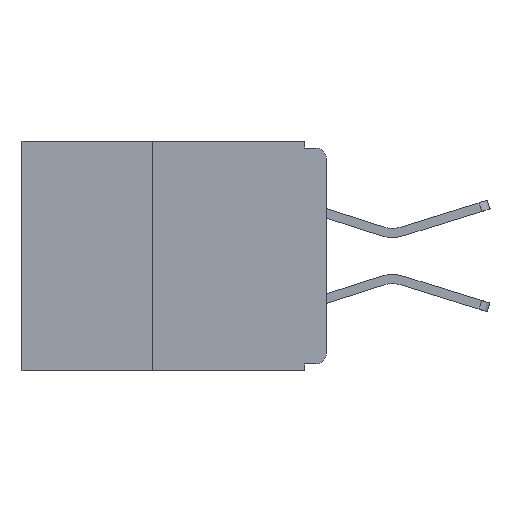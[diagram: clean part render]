
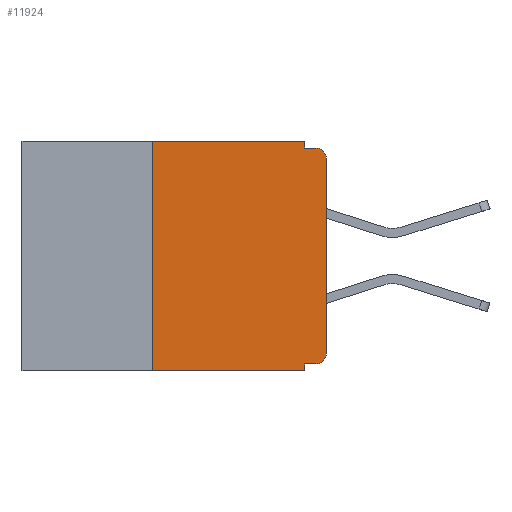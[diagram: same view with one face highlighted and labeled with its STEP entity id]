
A CAD part, left-side view. The second image highlights one B-rep face of the part: STEP entity #11924.
In plain terms, the highlighted planar face has unit normal (-1, 0, 0).
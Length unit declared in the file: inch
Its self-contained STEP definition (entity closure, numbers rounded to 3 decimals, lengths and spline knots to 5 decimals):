
#11 = VECTOR ( 'NONE', #11840, 39.37008 ) ;
#190 = LINE ( 'NONE', #3653, #3228 ) ;
#452 = LINE ( 'NONE', #5352, #12071 ) ;
#486 = ORIENTED_EDGE ( 'NONE', *, *, #3896, .F. ) ;
#1652 = ORIENTED_EDGE ( 'NONE', *, *, #7517, .T. ) ;
#1719 = CARTESIAN_POINT ( 'NONE',  ( 0., 0.031, 0. ) ) ;
#1885 = CARTESIAN_POINT ( 'NONE',  ( 0., 0.437, 0. ) ) ;
#1934 = DIRECTION ( 'NONE',  ( 0., 0., 1. ) ) ;
#2012 = VERTEX_POINT ( 'NONE', #8927 ) ;
#2109 = ORIENTED_EDGE ( 'NONE', *, *, #6565, .F. ) ;
#2344 = VERTEX_POINT ( 'NONE', #13820 ) ;
#2361 = VECTOR ( 'NONE', #9498, 39.37008 ) ;
#2472 = DIRECTION ( 'NONE',  ( 0., 0., -1. ) ) ;
#2848 = CARTESIAN_POINT ( 'NONE',  ( 0., 0.031, 0. ) ) ;
#3105 = EDGE_CURVE ( 'NONE', #10021, #2012, #13423, .T. ) ;
#3141 = LINE ( 'NONE', #12317, #8763 ) ;
#3154 = CARTESIAN_POINT ( 'NONE',  ( 0., 0.015, -0.025 ) ) ;
#3224 = EDGE_CURVE ( 'NONE', #6288, #10394, #3141, .T. ) ;
#3228 = VECTOR ( 'NONE', #2472, 39.37008 ) ;
#3348 = CARTESIAN_POINT ( 'NONE',  ( 0., 0.031, -0.01 ) ) ;
#3355 = CIRCLE ( 'NONE', #10613, 0.015 ) ;
#3479 = EDGE_CURVE ( 'NONE', #7571, #13964, #8917, .T. ) ;
#3595 = EDGE_CURVE ( 'NONE', #6288, #14424, #13080, .T. ) ;
#3653 = CARTESIAN_POINT ( 'NONE',  ( 0., 0.031, -0.33 ) ) ;
#3896 = EDGE_CURVE ( 'NONE', #2344, #10394, #190, .T. ) ;
#4051 = DIRECTION ( 'NONE',  ( 0., -1., 0. ) ) ;
#4157 = EDGE_CURVE ( 'NONE', #14424, #7571, #6400, .T. ) ;
#4295 = DIRECTION ( 'NONE',  ( 0., 0., -1. ) ) ;
#4422 = CARTESIAN_POINT ( 'NONE',  ( 0., 0.25, 0. ) ) ;
#4438 = CARTESIAN_POINT ( 'NONE',  ( 0., 0.015, -0.01 ) ) ;
#4781 = VECTOR ( 'NONE', #4051, 39.37008 ) ;
#5099 = CARTESIAN_POINT ( 'NONE',  ( 0., 0.031, -0.33 ) ) ;
#5296 = CARTESIAN_POINT ( 'NONE',  ( 0., 0.015, -0.32 ) ) ;
#5343 = DIRECTION ( 'NONE',  ( 1., 0., 0. ) ) ;
#5352 = CARTESIAN_POINT ( 'NONE',  ( 0., 0., -0.32 ) ) ;
#5419 = LINE ( 'NONE', #13875, #2361 ) ;
#5503 = EDGE_LOOP ( 'NONE', ( #1652, #12005, #9933, #11717, #12562, #8991, #12444, #486, #2109, #6913 ) ) ;
#5673 = VERTEX_POINT ( 'NONE', #4438 ) ;
#6288 = VERTEX_POINT ( 'NONE', #13724 ) ;
#6400 = LINE ( 'NONE', #12946, #11 ) ;
#6565 = EDGE_CURVE ( 'NONE', #10021, #2344, #452, .T. ) ;
#6811 = VECTOR ( 'NONE', #1934, 39.37008 ) ;
#6913 = ORIENTED_EDGE ( 'NONE', *, *, #3105, .T. ) ;
#7325 = AXIS2_PLACEMENT_3D ( 'NONE', #12308, #8937, #14050 ) ;
#7517 = EDGE_CURVE ( 'NONE', #2012, #13191, #5419, .T. ) ;
#7571 = VERTEX_POINT ( 'NONE', #1719 ) ;
#7734 = LINE ( 'NONE', #9615, #4781 ) ;
#8582 = VECTOR ( 'NONE', #11811, 39.37008 ) ;
#8763 = VECTOR ( 'NONE', #11378, 39.37008 ) ;
#8917 = LINE ( 'NONE', #2848, #8582 ) ;
#8927 = CARTESIAN_POINT ( 'NONE',  ( 0., 0., -0.305 ) ) ;
#8937 = DIRECTION ( 'NONE',  ( -1., 0., 0. ) ) ;
#8991 = ORIENTED_EDGE ( 'NONE', *, *, #3595, .F. ) ;
#9261 = FACE_OUTER_BOUND ( 'NONE', #5503, .T. ) ;
#9498 = DIRECTION ( 'NONE',  ( 0., 0., 1. ) ) ;
#9615 = CARTESIAN_POINT ( 'NONE',  ( 0., 0., -0.01 ) ) ;
#9714 = PLANE ( 'NONE',  #12219 ) ;
#9933 = ORIENTED_EDGE ( 'NONE', *, *, #10445, .F. ) ;
#10021 = VERTEX_POINT ( 'NONE', #5296 ) ;
#10394 = VERTEX_POINT ( 'NONE', #5099 ) ;
#10445 = EDGE_CURVE ( 'NONE', #13964, #5673, #7734, .T. ) ;
#10571 = EDGE_CURVE ( 'NONE', #13191, #5673, #3355, .T. ) ;
#10613 = AXIS2_PLACEMENT_3D ( 'NONE', #3154, #10960, #4295 ) ;
#10889 = CARTESIAN_POINT ( 'NONE',  ( 0., 0., -0.025 ) ) ;
#10924 = CARTESIAN_POINT ( 'NONE',  ( 0., 0.25, -0.33 ) ) ;
#10960 = DIRECTION ( 'NONE',  ( -1., 0., 0. ) ) ;
#11378 = DIRECTION ( 'NONE',  ( 0., -1., 0. ) ) ;
#11717 = ORIENTED_EDGE ( 'NONE', *, *, #3479, .F. ) ;
#11811 = DIRECTION ( 'NONE',  ( 0., 0., -1. ) ) ;
#11840 = DIRECTION ( 'NONE',  ( 0., -1., 0. ) ) ;
#11924 = ADVANCED_FACE ( 'NONE', ( #9261 ), #9714, .F. ) ;
#12005 = ORIENTED_EDGE ( 'NONE', *, *, #10571, .T. ) ;
#12071 = VECTOR ( 'NONE', #13109, 39.37008 ) ;
#12219 = AXIS2_PLACEMENT_3D ( 'NONE', #1885, #5343, #13099 ) ;
#12308 = CARTESIAN_POINT ( 'NONE',  ( 0., 0.015, -0.305 ) ) ;
#12317 = CARTESIAN_POINT ( 'NONE',  ( 0., 0.437, -0.33 ) ) ;
#12444 = ORIENTED_EDGE ( 'NONE', *, *, #3224, .T. ) ;
#12562 = ORIENTED_EDGE ( 'NONE', *, *, #4157, .F. ) ;
#12946 = CARTESIAN_POINT ( 'NONE',  ( 0., 0.437, 0. ) ) ;
#13080 = LINE ( 'NONE', #10924, #6811 ) ;
#13099 = DIRECTION ( 'NONE',  ( 0., 0., -1. ) ) ;
#13109 = DIRECTION ( 'NONE',  ( 0., 1., 0. ) ) ;
#13191 = VERTEX_POINT ( 'NONE', #10889 ) ;
#13423 = CIRCLE ( 'NONE', #7325, 0.015 ) ;
#13724 = CARTESIAN_POINT ( 'NONE',  ( 0., 0.25, -0.33 ) ) ;
#13820 = CARTESIAN_POINT ( 'NONE',  ( 0., 0.031, -0.32 ) ) ;
#13875 = CARTESIAN_POINT ( 'NONE',  ( 0., 0., 0. ) ) ;
#13964 = VERTEX_POINT ( 'NONE', #3348 ) ;
#14050 = DIRECTION ( 'NONE',  ( 0., 0., -1. ) ) ;
#14424 = VERTEX_POINT ( 'NONE', #4422 ) ;
